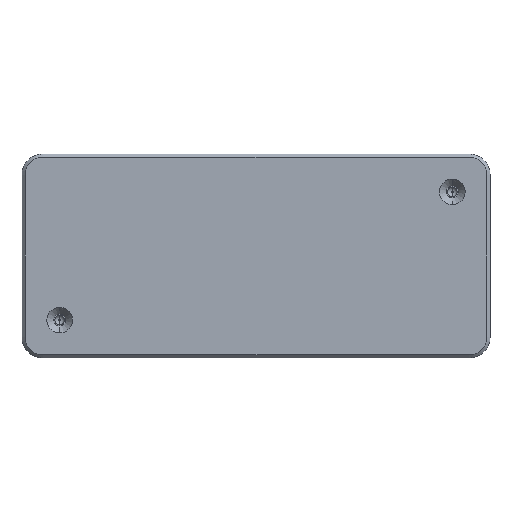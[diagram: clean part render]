
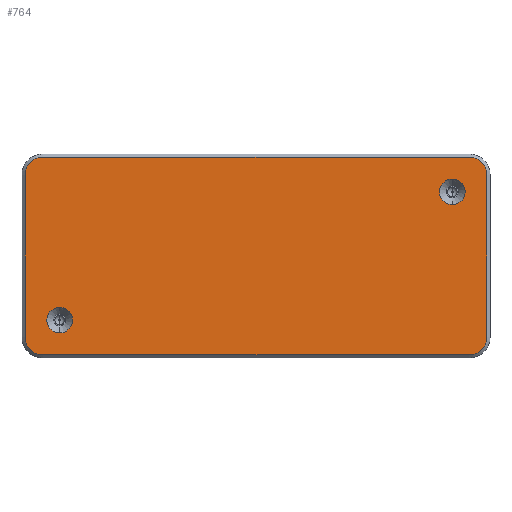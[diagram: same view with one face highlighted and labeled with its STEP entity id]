
A CAD part, front view. The second image highlights one B-rep face of the part: STEP entity #764.
In plain terms, the highlighted planar face has unit normal (0, -1, 0).
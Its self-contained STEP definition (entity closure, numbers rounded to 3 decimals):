
#43 = VERTEX_POINT ( 'NONE', #459 ) ;
#231 = ORIENTED_EDGE ( 'NONE', *, *, #1260, .T. ) ;
#281 = DIRECTION ( 'NONE',  ( 0., -1., 0. ) ) ;
#283 = DIRECTION ( 'NONE',  ( 1., 0., 0. ) ) ;
#321 = CARTESIAN_POINT ( 'NONE',  ( 0., -2., -19.25 ) ) ;
#332 = EDGE_CURVE ( 'NONE', #1268, #4664, #782, .T. ) ;
#372 = EDGE_CURVE ( 'NONE', #4928, #1268, #1578, .T. ) ;
#376 = CARTESIAN_POINT ( 'NONE',  ( 41.6, -2., -15.85 ) ) ;
#383 = ORIENTED_EDGE ( 'NONE', *, *, #4836, .T. ) ;
#459 = CARTESIAN_POINT ( 'NONE',  ( -41.6, -2., -19.25 ) ) ;
#511 = DIRECTION ( 'NONE',  ( 0., 1., 0. ) ) ;
#518 = CARTESIAN_POINT ( 'NONE',  ( 38.25, -2., 12.5 ) ) ;
#526 = CARTESIAN_POINT ( 'NONE',  ( -45., -2., 15.85 ) ) ;
#654 = CARTESIAN_POINT ( 'NONE',  ( -38.25, -2., -12.5 ) ) ;
#764 = ADVANCED_FACE ( 'NONE', ( #6327, #1389, #5793 ), #3593, .F. ) ;
#782 = LINE ( 'NONE', #4183, #6063 ) ;
#799 = ORIENTED_EDGE ( 'NONE', *, *, #2362, .T. ) ;
#834 = DIRECTION ( 'NONE',  ( 0., 0., 1. ) ) ;
#854 = DIRECTION ( 'NONE',  ( 0., 0., 1. ) ) ;
#895 = CIRCLE ( 'NONE', #6766, 2.5 ) ;
#929 = CIRCLE ( 'NONE', #3117, 2.5 ) ;
#1106 = DIRECTION ( 'NONE',  ( 0., 0., 1. ) ) ;
#1124 = ORIENTED_EDGE ( 'NONE', *, *, #4514, .T. ) ;
#1213 = CARTESIAN_POINT ( 'NONE',  ( 41.6, -2., -19.25 ) ) ;
#1260 = EDGE_CURVE ( 'NONE', #4310, #4928, #2710, .T. ) ;
#1268 = VERTEX_POINT ( 'NONE', #3853 ) ;
#1299 = EDGE_CURVE ( 'NONE', #2348, #43, #3320, .T. ) ;
#1305 = CARTESIAN_POINT ( 'NONE',  ( -41.6, -2., 15.85 ) ) ;
#1347 = AXIS2_PLACEMENT_3D ( 'NONE', #4149, #281, #854 ) ;
#1389 = FACE_BOUND ( 'NONE', #2118, .T. ) ;
#1399 = DIRECTION ( 'NONE',  ( -1., 0., 0. ) ) ;
#1566 = EDGE_CURVE ( 'NONE', #43, #1860, #5261, .T. ) ;
#1578 = CIRCLE ( 'NONE', #1347, 3.4 ) ;
#1626 = CARTESIAN_POINT ( 'NONE',  ( -41.6, -2., -15.85 ) ) ;
#1630 = CIRCLE ( 'NONE', #4976, 2.5 ) ;
#1779 = CIRCLE ( 'NONE', #2826, 2.5 ) ;
#1815 = DIRECTION ( 'NONE',  ( 0., 1., 0. ) ) ;
#1860 = VERTEX_POINT ( 'NONE', #1213 ) ;
#1896 = CARTESIAN_POINT ( 'NONE',  ( 38.25, -2., 15. ) ) ;
#1967 = DIRECTION ( 'NONE',  ( 0., 0., 1. ) ) ;
#1997 = VERTEX_POINT ( 'NONE', #1896 ) ;
#2045 = LINE ( 'NONE', #5870, #6159 ) ;
#2098 = ORIENTED_EDGE ( 'NONE', *, *, #332, .T. ) ;
#2118 = EDGE_LOOP ( 'NONE', ( #6245, #799 ) ) ;
#2267 = EDGE_CURVE ( 'NONE', #5634, #3129, #1630, .T. ) ;
#2320 = VECTOR ( 'NONE', #283, 1000. ) ;
#2348 = VERTEX_POINT ( 'NONE', #6172 ) ;
#2362 = EDGE_CURVE ( 'NONE', #3129, #5634, #929, .T. ) ;
#2487 = CARTESIAN_POINT ( 'NONE',  ( -38.25, -2., -15. ) ) ;
#2710 = LINE ( 'NONE', #6421, #6313 ) ;
#2826 = AXIS2_PLACEMENT_3D ( 'NONE', #4644, #3961, #5075 ) ;
#2886 = EDGE_CURVE ( 'NONE', #4664, #5399, #5308, .T. ) ;
#2971 = DIRECTION ( 'NONE',  ( 0., 0., 1. ) ) ;
#3048 = CARTESIAN_POINT ( 'NONE',  ( 0., -2., 0. ) ) ;
#3117 = AXIS2_PLACEMENT_3D ( 'NONE', #3515, #1815, #2971 ) ;
#3129 = VERTEX_POINT ( 'NONE', #6334 ) ;
#3130 = DIRECTION ( 'NONE',  ( 0., 0., -1. ) ) ;
#3242 = DIRECTION ( 'NONE',  ( 0., 0., 1. ) ) ;
#3292 = DIRECTION ( 'NONE',  ( 0., 0., 1. ) ) ;
#3320 = CIRCLE ( 'NONE', #3904, 3.4 ) ;
#3505 = ORIENTED_EDGE ( 'NONE', *, *, #5890, .T. ) ;
#3515 = CARTESIAN_POINT ( 'NONE',  ( -38.25, -2., -12.5 ) ) ;
#3518 = CIRCLE ( 'NONE', #3974, 3.4 ) ;
#3593 = PLANE ( 'NONE',  #5960 ) ;
#3659 = DIRECTION ( 'NONE',  ( 0., -1., 0. ) ) ;
#3758 = ORIENTED_EDGE ( 'NONE', *, *, #2886, .T. ) ;
#3842 = ORIENTED_EDGE ( 'NONE', *, *, #1566, .T. ) ;
#3853 = CARTESIAN_POINT ( 'NONE',  ( 41.6, -2., 19.25 ) ) ;
#3904 = AXIS2_PLACEMENT_3D ( 'NONE', #1626, #4705, #3242 ) ;
#3961 = DIRECTION ( 'NONE',  ( 0., 1., 0. ) ) ;
#3974 = AXIS2_PLACEMENT_3D ( 'NONE', #376, #3659, #1967 ) ;
#4096 = DIRECTION ( 'NONE',  ( 0., 1., 0. ) ) ;
#4134 = CARTESIAN_POINT ( 'NONE',  ( 45., -2., 15.85 ) ) ;
#4149 = CARTESIAN_POINT ( 'NONE',  ( 41.6, -2., 15.85 ) ) ;
#4183 = CARTESIAN_POINT ( 'NONE',  ( 0., -2., 19.25 ) ) ;
#4242 = ORIENTED_EDGE ( 'NONE', *, *, #1299, .T. ) ;
#4267 = EDGE_CURVE ( 'NONE', #1997, #6574, #1779, .T. ) ;
#4310 = VERTEX_POINT ( 'NONE', #5653 ) ;
#4380 = EDGE_LOOP ( 'NONE', ( #4242, #3842, #383, #231, #4623, #2098, #3758, #1124 ) ) ;
#4514 = EDGE_CURVE ( 'NONE', #5399, #2348, #2045, .T. ) ;
#4619 = AXIS2_PLACEMENT_3D ( 'NONE', #1305, #5092, #834 ) ;
#4623 = ORIENTED_EDGE ( 'NONE', *, *, #372, .T. ) ;
#4644 = CARTESIAN_POINT ( 'NONE',  ( 38.25, -2., 12.5 ) ) ;
#4664 = VERTEX_POINT ( 'NONE', #6793 ) ;
#4705 = DIRECTION ( 'NONE',  ( 0., -1., 0. ) ) ;
#4836 = EDGE_CURVE ( 'NONE', #1860, #4310, #3518, .T. ) ;
#4928 = VERTEX_POINT ( 'NONE', #4134 ) ;
#4976 = AXIS2_PLACEMENT_3D ( 'NONE', #654, #511, #3292 ) ;
#5075 = DIRECTION ( 'NONE',  ( 0., 0., 1. ) ) ;
#5092 = DIRECTION ( 'NONE',  ( 0., -1., 0. ) ) ;
#5093 = EDGE_LOOP ( 'NONE', ( #3505, #5929 ) ) ;
#5250 = DIRECTION ( 'NONE',  ( 0., 0., 1. ) ) ;
#5261 = LINE ( 'NONE', #321, #2320 ) ;
#5308 = CIRCLE ( 'NONE', #4619, 3.4 ) ;
#5399 = VERTEX_POINT ( 'NONE', #526 ) ;
#5634 = VERTEX_POINT ( 'NONE', #2487 ) ;
#5653 = CARTESIAN_POINT ( 'NONE',  ( 45., -2., -15.85 ) ) ;
#5793 = FACE_OUTER_BOUND ( 'NONE', #4380, .T. ) ;
#5870 = CARTESIAN_POINT ( 'NONE',  ( -45., -2., 0. ) ) ;
#5890 = EDGE_CURVE ( 'NONE', #6574, #1997, #895, .T. ) ;
#5929 = ORIENTED_EDGE ( 'NONE', *, *, #4267, .T. ) ;
#5960 = AXIS2_PLACEMENT_3D ( 'NONE', #3048, #4096, #5250 ) ;
#6063 = VECTOR ( 'NONE', #1399, 1000. ) ;
#6159 = VECTOR ( 'NONE', #3130, 1000. ) ;
#6172 = CARTESIAN_POINT ( 'NONE',  ( -45., -2., -15.85 ) ) ;
#6245 = ORIENTED_EDGE ( 'NONE', *, *, #2267, .T. ) ;
#6283 = CARTESIAN_POINT ( 'NONE',  ( 38.25, -2., 10. ) ) ;
#6313 = VECTOR ( 'NONE', #6355, 1000. ) ;
#6327 = FACE_BOUND ( 'NONE', #5093, .T. ) ;
#6334 = CARTESIAN_POINT ( 'NONE',  ( -38.25, -2., -10. ) ) ;
#6355 = DIRECTION ( 'NONE',  ( 0., 0., 1. ) ) ;
#6421 = CARTESIAN_POINT ( 'NONE',  ( 45., -2., 0. ) ) ;
#6574 = VERTEX_POINT ( 'NONE', #6283 ) ;
#6766 = AXIS2_PLACEMENT_3D ( 'NONE', #518, #7122, #1106 ) ;
#6793 = CARTESIAN_POINT ( 'NONE',  ( -41.6, -2., 19.25 ) ) ;
#7122 = DIRECTION ( 'NONE',  ( 0., 1., 0. ) ) ;
